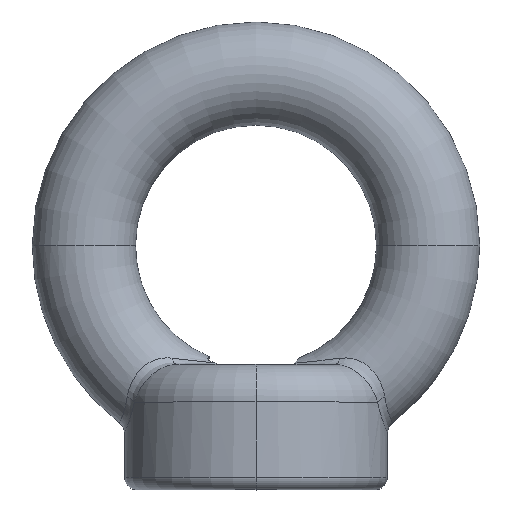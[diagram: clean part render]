
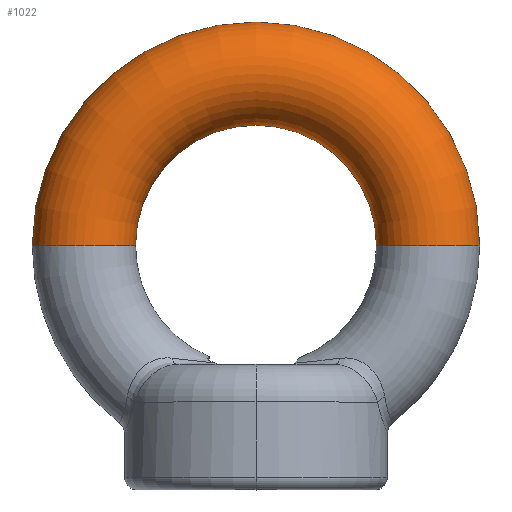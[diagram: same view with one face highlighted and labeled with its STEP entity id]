
A CAD part, top view. The second image highlights one B-rep face of the part: STEP entity #1022.
In plain terms, the highlighted toroidal (fillet/blend) face has major radius 13.75 mm and minor radius 4.125 mm.
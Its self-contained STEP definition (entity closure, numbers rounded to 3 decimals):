
#3 = CARTESIAN_POINT ( 'NONE',  ( -9.625, 0., 0. ) ) ;
#133 = ORIENTED_EDGE ( 'NONE', *, *, #14325, .F. ) ;
#786 = CARTESIAN_POINT ( 'NONE',  ( -17.875, 0., 0. ) ) ;
#1022 = ADVANCED_FACE ( 'NONE', ( #17079 ), #4707, .T. ) ;
#2076 = AXIS2_PLACEMENT_3D ( 'NONE', #3094, #14376, #5921 ) ;
#2355 = AXIS2_PLACEMENT_3D ( 'NONE', #12330, #8097, #6851 ) ;
#2607 = ORIENTED_EDGE ( 'NONE', *, *, #17130, .F. ) ;
#2807 = ORIENTED_EDGE ( 'NONE', *, *, #10243, .T. ) ;
#3094 = CARTESIAN_POINT ( 'NONE',  ( 0., 0., 0. ) ) ;
#4707 = TOROIDAL_SURFACE ( 'NONE', #13211, 13.75, 4.125 ) ;
#5921 = DIRECTION ( 'NONE',  ( 1., 0., 0. ) ) ;
#6851 = DIRECTION ( 'NONE',  ( 1., 0., 0. ) ) ;
#7309 = AXIS2_PLACEMENT_3D ( 'NONE', #8127, #12431, #9675 ) ;
#7458 = EDGE_LOOP ( 'NONE', ( #133, #2807, #17450, #2607 ) ) ;
#7751 = VERTEX_POINT ( 'NONE', #10436 ) ;
#8044 = DIRECTION ( 'NONE',  ( 0., 0., 1. ) ) ;
#8097 = DIRECTION ( 'NONE',  ( 0., 0., 1. ) ) ;
#8127 = CARTESIAN_POINT ( 'NONE',  ( 13.75, 0., 0. ) ) ;
#9675 = DIRECTION ( 'NONE',  ( 0., 0., -1. ) ) ;
#10243 = EDGE_CURVE ( 'NONE', #15693, #12121, #10417, .T. ) ;
#10298 = CIRCLE ( 'NONE', #2355, 9.625 ) ;
#10417 = CIRCLE ( 'NONE', #2076, 17.875 ) ;
#10436 = CARTESIAN_POINT ( 'NONE',  ( 9.625, 0., 0. ) ) ;
#10849 = CIRCLE ( 'NONE', #12965, 4.125 ) ;
#10914 = EDGE_CURVE ( 'NONE', #12121, #11945, #10849, .T. ) ;
#11031 = CIRCLE ( 'NONE', #7309, 4.125 ) ;
#11332 = CARTESIAN_POINT ( 'NONE',  ( 17.875, 0., 0. ) ) ;
#11631 = CARTESIAN_POINT ( 'NONE',  ( -13.75, 0., 0. ) ) ;
#11945 = VERTEX_POINT ( 'NONE', #3 ) ;
#12121 = VERTEX_POINT ( 'NONE', #786 ) ;
#12220 = CARTESIAN_POINT ( 'NONE',  ( 0., 0., 0. ) ) ;
#12330 = CARTESIAN_POINT ( 'NONE',  ( 0., 0., 0. ) ) ;
#12431 = DIRECTION ( 'NONE',  ( 0., -1., 0. ) ) ;
#12965 = AXIS2_PLACEMENT_3D ( 'NONE', #11631, #17190, #14273 ) ;
#13211 = AXIS2_PLACEMENT_3D ( 'NONE', #12220, #8044, #17968 ) ;
#14273 = DIRECTION ( 'NONE',  ( -1., 0., 0. ) ) ;
#14325 = EDGE_CURVE ( 'NONE', #15693, #7751, #11031, .T. ) ;
#14376 = DIRECTION ( 'NONE',  ( 0., 0., 1. ) ) ;
#15693 = VERTEX_POINT ( 'NONE', #11332 ) ;
#17079 = FACE_OUTER_BOUND ( 'NONE', #7458, .T. ) ;
#17130 = EDGE_CURVE ( 'NONE', #7751, #11945, #10298, .T. ) ;
#17190 = DIRECTION ( 'NONE',  ( 0., 1., 0. ) ) ;
#17450 = ORIENTED_EDGE ( 'NONE', *, *, #10914, .T. ) ;
#17968 = DIRECTION ( 'NONE',  ( 1., 0., 0. ) ) ;
